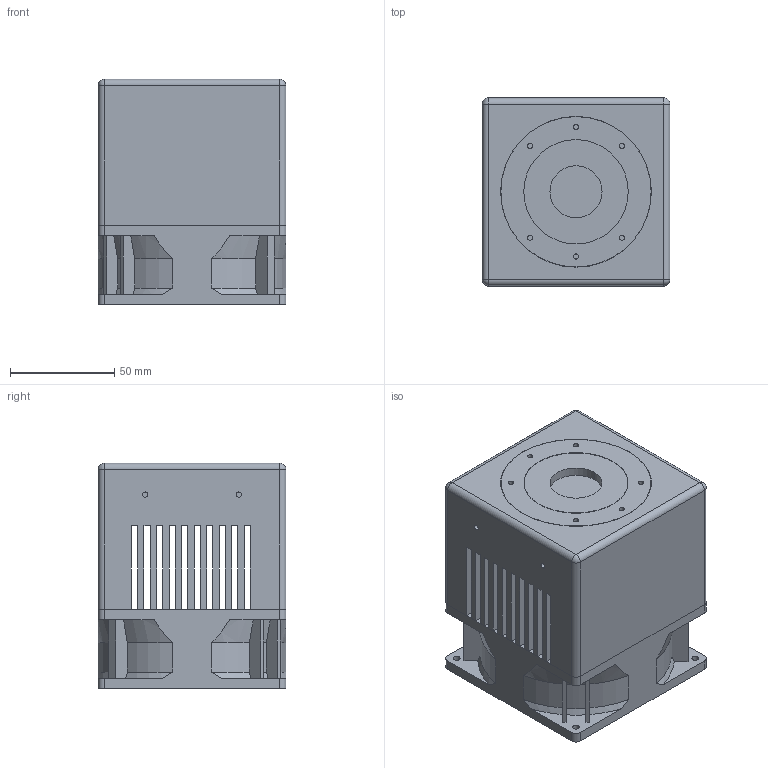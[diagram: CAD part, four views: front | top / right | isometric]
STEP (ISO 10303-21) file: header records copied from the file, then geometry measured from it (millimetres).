
FILE_DESCRIPTION (( 'STEP AP203' ), '1' );
FILE_NAME ('200W̽ͷ.STEP', '2021-07-29T08:47:52', ( '' ), ( '' ), 'SwSTEP 2.0', 'SolidWorks 2020', '' );
FILE_SCHEMA (( 'CONFIG_CONTROL_DESIGN' ));
Length unit declared in the file: millimetre
Products named in the file (1): 200W̽ͷ
Bounding box: 90 x 90 x 108 mm (x, y, z)
Volume: 598358.2 mm3; surface area: 182155.5 mm2
Topology: 9 solids, 9 shells, 240 faces, 604 edges, 394 vertices
Faces by surface type: plane 101, cylinder 83, cone 38, torus 14, sphere 4
Entity records: 7843 total; most frequent: CARTESIAN_POINT 1925, DIRECTION 1230, ORIENTED_EDGE 1200, EDGE_CURVE 600, AXIS2_PLACEMENT_3D 457, VERTEX_POINT 394, LINE 316, VECTOR 316
